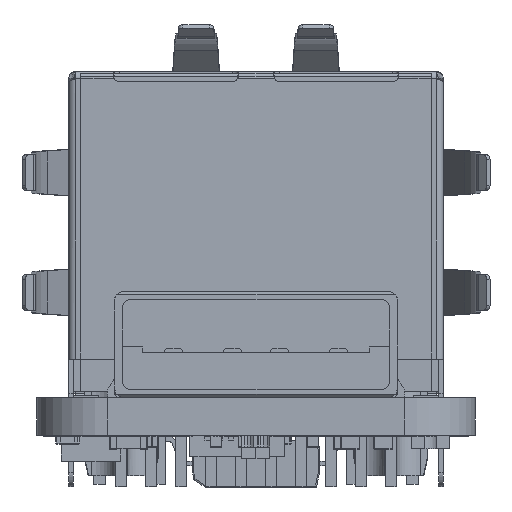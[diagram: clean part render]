
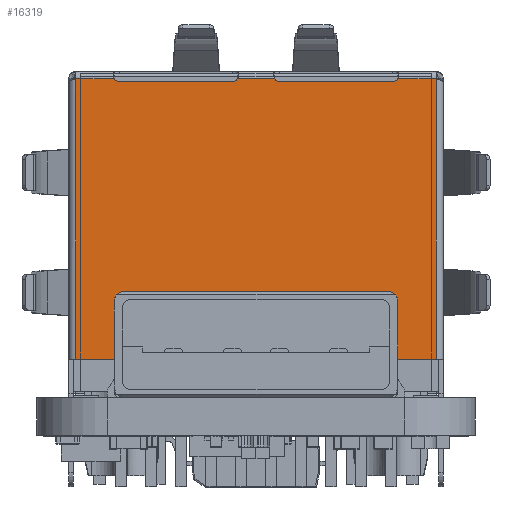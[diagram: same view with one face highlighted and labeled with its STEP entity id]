
A CAD part, left-side view. The second image highlights one B-rep face of the part: STEP entity #16319.
In plain terms, the highlighted face is planar.
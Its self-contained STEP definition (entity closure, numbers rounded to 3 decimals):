
#11670=FACE_OUTER_BOUND('NONE',#13856,.T.);
#13856=EDGE_LOOP('NONE',(#31268,#31447,#31060,#31066,#30018,#28730,#31980,
#28424,#31219,#31269,#29669,#29414));
#14879=PLANE('NONE',#21446);
#16319=ADVANCED_FACE('NONE',(#11670),#14879,.F.);
#18406=CIRCLE('NONE',#21519,0.25);
#18476=CIRCLE('NONE',#21866,0.25);
#18497=CIRCLE('NONE',#21773,0.25);
#18581=CIRCLE('NONE',#21893,0.25);
#21446=AXIS2_PLACEMENT_3D('NONE',#71163,#59514,#57949);
#21519=AXIS2_PLACEMENT_3D('NONE',#68530,#58051,#57786);
#21773=AXIS2_PLACEMENT_3D('NONE',#69328,#59647,#57153);
#21866=AXIS2_PLACEMENT_3D('NONE',#72187,#59044,#58284);
#21893=AXIS2_PLACEMENT_3D('NONE',#68307,#58820,#57427);
#28424=ORIENTED_EDGE('NONE',*,*,#36365,.T.);
#28730=ORIENTED_EDGE('NONE',*,*,#38004,.F.);
#29414=ORIENTED_EDGE('NONE',*,*,#36551,.F.);
#29669=ORIENTED_EDGE('NONE',*,*,#36951,.F.);
#30018=ORIENTED_EDGE('NONE',*,*,#37222,.T.);
#31060=ORIENTED_EDGE('NONE',*,*,#37558,.F.);
#31066=ORIENTED_EDGE('NONE',*,*,#37768,.T.);
#31219=ORIENTED_EDGE('NONE',*,*,#36364,.T.);
#31268=ORIENTED_EDGE('NONE',*,*,#36718,.F.);
#31269=ORIENTED_EDGE('NONE',*,*,#37293,.F.);
#31447=ORIENTED_EDGE('NONE',*,*,#37554,.F.);
#31980=ORIENTED_EDGE('NONE',*,*,#38015,.T.);
#36364=EDGE_CURVE('NONE',#51147,#50612,#18476,.T.);
#36365=EDGE_CURVE('NONE',#50302,#51147,#46082,.T.);
#36551=EDGE_CURVE('NONE',#51019,#51223,#45735,.T.);
#36718=EDGE_CURVE('NONE',#50853,#51019,#18497,.T.);
#36951=EDGE_CURVE('NONE',#51223,#50791,#18581,.T.);
#37222=EDGE_CURVE('NONE',#51090,#51266,#46445,.T.);
#37293=EDGE_CURVE('NONE',#50791,#50612,#45975,.T.);
#37554=EDGE_CURVE('NONE',#51283,#50853,#45800,.T.);
#37558=EDGE_CURVE('NONE',#50906,#51283,#45345,.T.);
#37768=EDGE_CURVE('NONE',#50906,#51090,#45755,.T.);
#38004=EDGE_CURVE('NONE',#50488,#51266,#45837,.T.);
#38015=EDGE_CURVE('NONE',#50488,#50302,#18406,.T.);
#41091=VECTOR('NONE',#56914,1000.);
#41438=VECTOR('NONE',#60194,1000.);
#41545=VECTOR('NONE',#59360,1000.);
#41786=VECTOR('NONE',#59092,1000.);
#41906=VECTOR('NONE',#57329,1000.);
#42014=VECTOR('NONE',#57639,1000.);
#42453=VECTOR('NONE',#58244,1000.);
#42469=VECTOR('NONE',#60242,1000.);
#45345=LINE('NONE',#68509,#42469);
#45735=LINE('NONE',#69906,#41438);
#45755=LINE('NONE',#73678,#41786);
#45800=LINE('NONE',#69093,#41906);
#45837=LINE('NONE',#72128,#41545);
#45975=LINE('NONE',#68920,#42453);
#46082=LINE('NONE',#73578,#41091);
#46445=LINE('NONE',#68287,#42014);
#50302=VERTEX_POINT('NONE',#71402);
#50488=VERTEX_POINT('NONE',#68797);
#50612=VERTEX_POINT('NONE',#68844);
#50791=VERTEX_POINT('NONE',#73676);
#50853=VERTEX_POINT('NONE',#71779);
#50906=VERTEX_POINT('NONE',#69679);
#51019=VERTEX_POINT('NONE',#72213);
#51090=VERTEX_POINT('NONE',#69432);
#51147=VERTEX_POINT('NONE',#70997);
#51223=VERTEX_POINT('NONE',#72012);
#51266=VERTEX_POINT('NONE',#71550);
#51283=VERTEX_POINT('NONE',#71479);
#56914=DIRECTION('NONE',(-1.,0.,0.));
#57153=DIRECTION('NONE',(0.,0.,-1.));
#57329=DIRECTION('NONE',(1.,0.,0.));
#57427=DIRECTION('NONE',(0.,0.,-1.));
#57639=DIRECTION('NONE',(0.,0.,-1.));
#57786=DIRECTION('NONE',(0.,0.,-1.));
#57949=DIRECTION('NONE',(-1.,0.,0.));
#58051=DIRECTION('NONE',(0.,-1.,0.));
#58244=DIRECTION('NONE',(1.,0.,0.));
#58284=DIRECTION('NONE',(0.,0.,-1.));
#58820=DIRECTION('NONE',(0.,1.,0.));
#59044=DIRECTION('NONE',(0.,-1.,0.));
#59092=DIRECTION('NONE',(1.,0.,0.));
#59360=DIRECTION('NONE',(1.,0.,0.));
#59514=DIRECTION('NONE',(0.,-1.,0.));
#59647=DIRECTION('NONE',(0.,1.,0.));
#60194=DIRECTION('NONE',(1.,0.,0.));
#60242=DIRECTION('NONE',(0.,0.,-1.));
#68287=CARTESIAN_POINT('NONE',(7.64,10.95,-6.825));
#68307=CARTESIAN_POINT('NONE',(-1.,10.95,-6.655));
#68509=CARTESIAN_POINT('NONE',(-7.64,10.95,-6.825));
#68530=CARTESIAN_POINT('NONE',(5.8,10.95,-6.655));
#68797=CARTESIAN_POINT('NONE',(6.013,10.95,-6.525));
#68844=CARTESIAN_POINT('NONE',(0.787,10.95,-6.525));
#68920=CARTESIAN_POINT('NONE',(-7.64,10.95,-6.525));
#69093=CARTESIAN_POINT('NONE',(-7.64,10.95,-6.525));
#69328=CARTESIAN_POINT('NONE',(-5.8,10.95,-6.655));
#69432=CARTESIAN_POINT('NONE',(7.64,10.95,5.375));
#69679=CARTESIAN_POINT('NONE',(-7.64,10.95,5.375));
#69906=CARTESIAN_POINT('NONE',(-7.64,10.95,-6.405));
#70997=CARTESIAN_POINT('NONE',(1.,10.95,-6.405));
#71163=CARTESIAN_POINT('NONE',(-7.64,10.95,-6.825));
#71402=CARTESIAN_POINT('NONE',(5.8,10.95,-6.405));
#71479=CARTESIAN_POINT('NONE',(-7.64,10.95,-6.525));
#71550=CARTESIAN_POINT('NONE',(7.64,10.95,-6.525));
#71779=CARTESIAN_POINT('NONE',(-6.013,10.95,-6.525));
#72012=CARTESIAN_POINT('NONE',(-1.,10.95,-6.405));
#72128=CARTESIAN_POINT('NONE',(-7.64,10.95,-6.525));
#72187=CARTESIAN_POINT('NONE',(1.,10.95,-6.655));
#72213=CARTESIAN_POINT('NONE',(-5.8,10.95,-6.405));
#73578=CARTESIAN_POINT('NONE',(-7.64,10.95,-6.405));
#73676=CARTESIAN_POINT('NONE',(-0.787,10.95,-6.525));
#73678=CARTESIAN_POINT('NONE',(-7.64,10.95,5.375));
